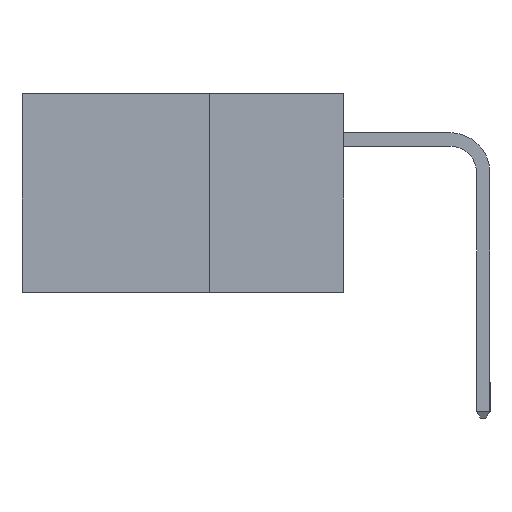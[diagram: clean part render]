
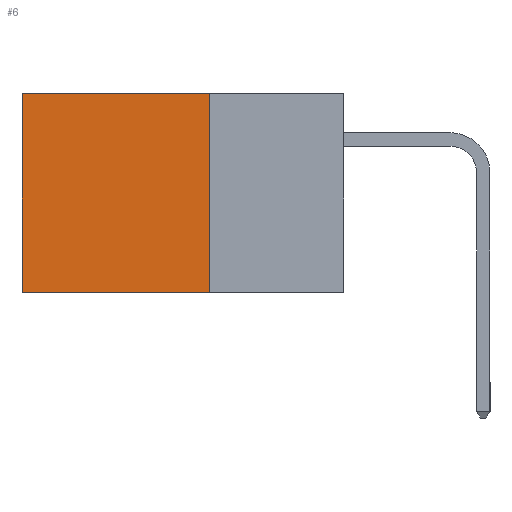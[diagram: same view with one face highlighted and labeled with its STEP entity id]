
A CAD part, left-side view. The second image highlights one B-rep face of the part: STEP entity #6.
In plain terms, the highlighted planar face has unit normal (-1, 0, 0).
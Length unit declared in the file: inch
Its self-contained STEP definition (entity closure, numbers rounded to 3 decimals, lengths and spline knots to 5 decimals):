
#6 = ADVANCED_FACE ( 'NONE', ( #11729 ), #6926, .F. ) ;
#43 = VERTEX_POINT ( 'NONE', #13364 ) ;
#527 = VECTOR ( 'NONE', #11557, 39.37008 ) ;
#693 = CARTESIAN_POINT ( 'NONE',  ( 0.298, 0.6, 0. ) ) ;
#756 = LINE ( 'NONE', #12777, #12172 ) ;
#1936 = DIRECTION ( 'NONE',  ( 1., 0., 0. ) ) ;
#2879 = CARTESIAN_POINT ( 'NONE',  ( 0.298, 0.25, -0.37 ) ) ;
#2906 = CARTESIAN_POINT ( 'NONE',  ( 0.298, 0.6, 0. ) ) ;
#3422 = VERTEX_POINT ( 'NONE', #693 ) ;
#3676 = ORIENTED_EDGE ( 'NONE', *, *, #13851, .F. ) ;
#4463 = AXIS2_PLACEMENT_3D ( 'NONE', #4813, #1936, #12234 ) ;
#4813 = CARTESIAN_POINT ( 'NONE',  ( 0.298, 0.25, 0. ) ) ;
#4904 = VECTOR ( 'NONE', #11627, 39.37008 ) ;
#5433 = EDGE_CURVE ( 'NONE', #11010, #3422, #756, .T. ) ;
#6437 = ORIENTED_EDGE ( 'NONE', *, *, #5433, .T. ) ;
#6785 = EDGE_CURVE ( 'NONE', #3422, #43, #11482, .T. ) ;
#6820 = ORIENTED_EDGE ( 'NONE', *, *, #6785, .T. ) ;
#6926 = PLANE ( 'NONE',  #4463 ) ;
#7790 = ORIENTED_EDGE ( 'NONE', *, *, #10941, .F. ) ;
#8171 = DIRECTION ( 'NONE',  ( 0., 1., 0. ) ) ;
#8255 = CARTESIAN_POINT ( 'NONE',  ( 0.298, 0.25, 0. ) ) ;
#8490 = VECTOR ( 'NONE', #12108, 39.37008 ) ;
#9326 = CARTESIAN_POINT ( 'NONE',  ( 0.298, 0.25, -0.37 ) ) ;
#9378 = LINE ( 'NONE', #9326, #527 ) ;
#9923 = VERTEX_POINT ( 'NONE', #2879 ) ;
#10551 = EDGE_LOOP ( 'NONE', ( #6820, #3676, #7790, #6437 ) ) ;
#10916 = LINE ( 'NONE', #8255, #4904 ) ;
#10941 = EDGE_CURVE ( 'NONE', #11010, #9923, #10916, .T. ) ;
#11010 = VERTEX_POINT ( 'NONE', #11716 ) ;
#11482 = LINE ( 'NONE', #2906, #8490 ) ;
#11557 = DIRECTION ( 'NONE',  ( 0., 1., 0. ) ) ;
#11627 = DIRECTION ( 'NONE',  ( 0., 0., -1. ) ) ;
#11716 = CARTESIAN_POINT ( 'NONE',  ( 0.298, 0.25, 0. ) ) ;
#11729 = FACE_OUTER_BOUND ( 'NONE', #10551, .T. ) ;
#12108 = DIRECTION ( 'NONE',  ( 0., 0., -1. ) ) ;
#12172 = VECTOR ( 'NONE', #8171, 39.37008 ) ;
#12234 = DIRECTION ( 'NONE',  ( 0., 0., -1. ) ) ;
#12777 = CARTESIAN_POINT ( 'NONE',  ( 0.298, 0.25, 0. ) ) ;
#13364 = CARTESIAN_POINT ( 'NONE',  ( 0.298, 0.6, -0.37 ) ) ;
#13851 = EDGE_CURVE ( 'NONE', #9923, #43, #9378, .T. ) ;
